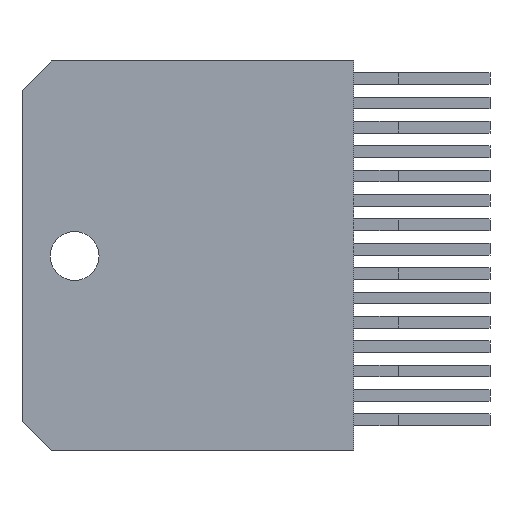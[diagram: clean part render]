
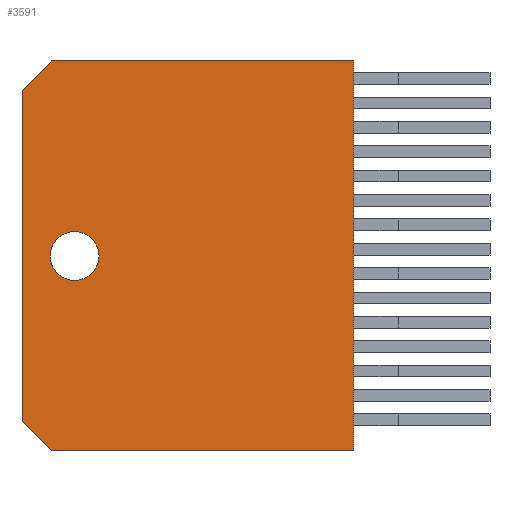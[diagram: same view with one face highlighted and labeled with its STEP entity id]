
A CAD part, left-side view. The second image highlights one B-rep face of the part: STEP entity #3591.
In plain terms, the highlighted planar face has unit normal (-1, 0, 0).
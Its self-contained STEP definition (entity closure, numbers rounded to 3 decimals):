
#119=CIRCLE('',#3831,1.25);
#120=CIRCLE('',#3832,1.25);
#150=FACE_BOUND('',#403,.T.);
#162=FACE_OUTER_BOUND('',#402,.T.);
#402=EDGE_LOOP('',(#2512,#2513,#2514,#2515,#2516,#2517));
#403=EDGE_LOOP('',(#2518,#2519));
#617=LINE('',#4855,#1065);
#713=LINE('',#5383,#1161);
#721=LINE('',#5398,#1169);
#725=LINE('',#5406,#1173);
#732=LINE('',#5419,#1180);
#733=LINE('',#5420,#1181);
#1065=VECTOR('',#4015,20.);
#1161=VECTOR('',#4127,15.5);
#1169=VECTOR('',#4137,17.);
#1173=VECTOR('',#4143,15.5);
#1180=VECTOR('',#4158,2.121);
#1181=VECTOR('',#4159,2.121);
#1513=VERTEX_POINT('',#4853);
#1514=VERTEX_POINT('',#4854);
#1632=VERTEX_POINT('',#5382);
#1637=VERTEX_POINT('',#5395);
#1638=VERTEX_POINT('',#5397);
#1641=VERTEX_POINT('',#5404);
#1644=VERTEX_POINT('',#5421);
#1645=VERTEX_POINT('',#5422);
#1839=EDGE_CURVE('',#1513,#1514,#617,.T.);
#1959=EDGE_CURVE('',#1514,#1632,#713,.T.);
#1967=EDGE_CURVE('',#1637,#1638,#721,.T.);
#1971=EDGE_CURVE('',#1641,#1513,#725,.T.);
#1980=EDGE_CURVE('',#1637,#1632,#732,.F.);
#1981=EDGE_CURVE('',#1641,#1638,#733,.F.);
#1982=EDGE_CURVE('',#1644,#1645,#119,.T.);
#1983=EDGE_CURVE('',#1645,#1644,#120,.T.);
#2512=ORIENTED_EDGE('',*,*,#1967,.F.);
#2513=ORIENTED_EDGE('',*,*,#1980,.T.);
#2514=ORIENTED_EDGE('',*,*,#1959,.F.);
#2515=ORIENTED_EDGE('',*,*,#1839,.F.);
#2516=ORIENTED_EDGE('',*,*,#1971,.F.);
#2517=ORIENTED_EDGE('',*,*,#1981,.T.);
#2518=ORIENTED_EDGE('',*,*,#1982,.F.);
#2519=ORIENTED_EDGE('',*,*,#1983,.F.);
#3407=PLANE('',#3830);
#3591=ADVANCED_FACE('',(#162,#150),#3407,.T.);
#3830=AXIS2_PLACEMENT_3D('',#5418,#4156,#4157);
#3831=AXIS2_PLACEMENT_3D('',#5423,#4160,#4161);
#3832=AXIS2_PLACEMENT_3D('',#5424,#4162,#4163);
#4015=DIRECTION('',(0.,0.,-1.));
#4127=DIRECTION('',(0.,1.,0.));
#4137=DIRECTION('',(0.,0.,1.));
#4143=DIRECTION('',(0.,-1.,0.));
#4156=DIRECTION('center_axis',(-1.,0.,0.));
#4157=DIRECTION('ref_axis',(0.,0.,1.));
#4158=DIRECTION('',(0.,0.707,0.707));
#4159=DIRECTION('',(0.,-0.707,0.707));
#4160=DIRECTION('center_axis',(-1.,0.,0.));
#4161=DIRECTION('ref_axis',(0.,0.,1.));
#4162=DIRECTION('center_axis',(-1.,0.,0.));
#4163=DIRECTION('ref_axis',(0.,0.,1.));
#4853=CARTESIAN_POINT('',(0.,-8.5,10.));
#4854=CARTESIAN_POINT('',(0.,-8.5,-10.));
#4855=CARTESIAN_POINT('',(0.,-8.5,10.));
#5382=CARTESIAN_POINT('',(0.,7.,-10.));
#5383=CARTESIAN_POINT('',(0.,-8.5,-10.));
#5395=CARTESIAN_POINT('',(0.,8.5,-8.5));
#5397=CARTESIAN_POINT('',(0.,8.5,8.5));
#5398=CARTESIAN_POINT('',(0.,8.5,-8.5));
#5404=CARTESIAN_POINT('',(0.,7.,10.));
#5406=CARTESIAN_POINT('',(0.,7.,10.));
#5418=CARTESIAN_POINT('Origin',(0.,0.,0.));
#5419=CARTESIAN_POINT('',(0.,7.,-10.));
#5420=CARTESIAN_POINT('',(0.,8.5,8.5));
#5421=CARTESIAN_POINT('',(0.,5.8,1.25));
#5422=CARTESIAN_POINT('',(0.,5.8,-1.25));
#5423=CARTESIAN_POINT('Origin',(0.,5.8,0.));
#5424=CARTESIAN_POINT('Origin',(0.,5.8,0.));
